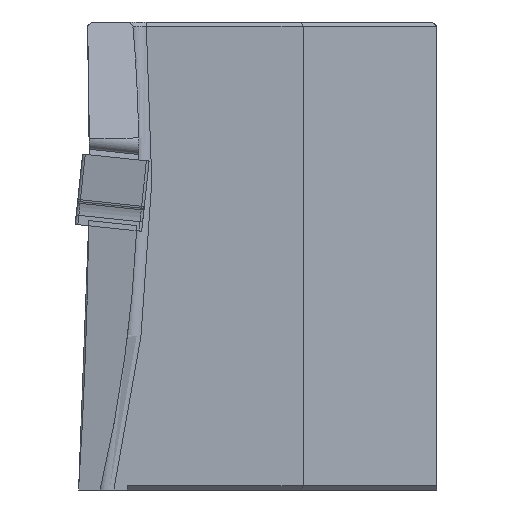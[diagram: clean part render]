
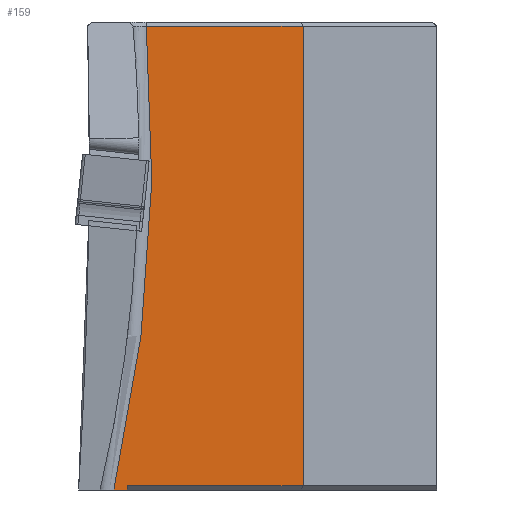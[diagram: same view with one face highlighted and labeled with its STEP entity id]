
A CAD part, left-side view. The second image highlights one B-rep face of the part: STEP entity #159.
In plain terms, the highlighted planar face has unit normal (-1, 0, 0).
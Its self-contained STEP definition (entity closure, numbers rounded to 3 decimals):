
#159=ADVANCED_FACE('',(#276),#207,.F.);
#207=PLANE('',#1429);
#276=FACE_OUTER_BOUND('',#349,.T.);
#349=EDGE_LOOP('',(#690,#691,#692,#693,#694,#695));
#406=CIRCLE('',#1428,111.);
#690=ORIENTED_EDGE('',*,*,#1029,.T.);
#691=ORIENTED_EDGE('',*,*,#1054,.T.);
#692=ORIENTED_EDGE('',*,*,#1055,.T.);
#693=ORIENTED_EDGE('',*,*,#1056,.T.);
#694=ORIENTED_EDGE('',*,*,#1057,.T.);
#695=ORIENTED_EDGE('',*,*,#1058,.T.);
#870=VERTEX_POINT('',#2120);
#871=VERTEX_POINT('',#2122);
#887=VERTEX_POINT('',#2231);
#888=VERTEX_POINT('',#2233);
#889=VERTEX_POINT('',#2235);
#890=VERTEX_POINT('',#2237);
#1029=EDGE_CURVE('',#871,#870,#1167,.T.);
#1054=EDGE_CURVE('',#870,#887,#1180,.T.);
#1055=EDGE_CURVE('',#887,#888,#1181,.T.);
#1056=EDGE_CURVE('',#888,#889,#1182,.T.);
#1057=EDGE_CURVE('',#889,#890,#1183,.T.);
#1058=EDGE_CURVE('',#890,#871,#406,.T.);
#1167=LINE('',#2121,#1289);
#1180=LINE('',#2230,#1302);
#1181=LINE('',#2232,#1303);
#1182=LINE('',#2234,#1304);
#1183=LINE('',#2236,#1305);
#1289=VECTOR('',#1723,1.);
#1302=VECTOR('',#1762,1.);
#1303=VECTOR('',#1763,1.);
#1304=VECTOR('',#1764,1.);
#1305=VECTOR('',#1765,1.);
#1428=AXIS2_PLACEMENT_3D('',#2238,#1766,#1767);
#1429=AXIS2_PLACEMENT_3D('',#2239,#1768,#1769);
#1723=DIRECTION('',(0.,-1.,0.));
#1762=DIRECTION('',(0.,0.,1.));
#1763=DIRECTION('',(0.,-1.,0.));
#1764=DIRECTION('',(0.,0.,1.));
#1765=DIRECTION('',(0.,1.,0.));
#1766=DIRECTION('',(1.,0.,0.));
#1767=DIRECTION('',(0.,0.,-1.));
#1768=DIRECTION('',(1.,0.,0.));
#1769=DIRECTION('',(0.,0.,-1.));
#2120=CARTESIAN_POINT('',(33.,-1.848,-25.));
#2121=CARTESIAN_POINT('',(33.,107.3,-25.));
#2122=CARTESIAN_POINT('',(33.,-0.848,-25.));
#2230=CARTESIAN_POINT('',(33.,-1.848,-24.7));
#2231=CARTESIAN_POINT('',(33.,-1.848,-24.7));
#2232=CARTESIAN_POINT('',(33.,107.3,-24.7));
#2233=CARTESIAN_POINT('',(33.,-15.,-24.7));
#2234=CARTESIAN_POINT('',(33.,-15.,10.));
#2235=CARTESIAN_POINT('',(33.,-15.,9.7));
#2236=CARTESIAN_POINT('',(33.,107.3,9.7));
#2237=CARTESIAN_POINT('',(33.,-3.275,9.7));
#2238=CARTESIAN_POINT('',(33.,107.3,0.));
#2239=CARTESIAN_POINT('',(33.,107.3,0.));
